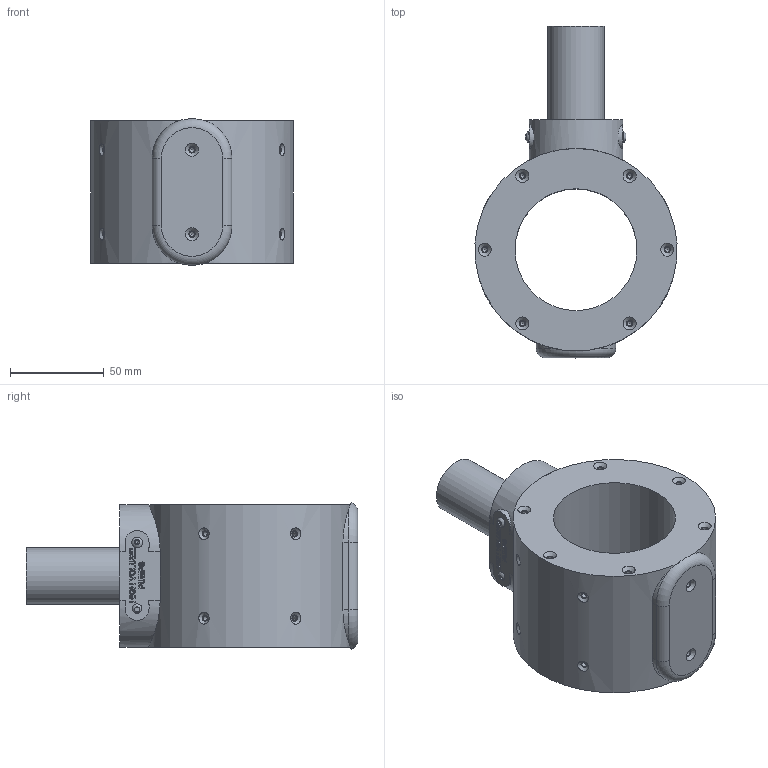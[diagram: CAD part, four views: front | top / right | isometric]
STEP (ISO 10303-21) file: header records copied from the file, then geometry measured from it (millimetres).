
FILE_DESCRIPTION (( 'STEP AP214' ), '1' );
FILE_NAME ('P-065-030-rev-A-SP.STEP', '2025-03-12T07:15:43', ( '' ), ( '' ), 'SwSTEP 2.0', 'SolidWorks 2024', '' );
FILE_SCHEMA (( 'AUTOMOTIVE_DESIGN' ));
Length unit declared in the file: millimetre
Products named in the file (1): P-065-030-rev-A-SP
Bounding box: 107.77 x 177.01 x 78.21 mm (x, y, z)
Volume: 544639.5 mm3; surface area: 66474.2 mm2
Topology: 1 solids, 1 shells, 603 faces, 1552 edges, 1025 vertices
Faces by surface type: plane 375, bspline 123, cylinder 51, cone 47, sphere 4, torus 3
Full cylindrical faces by diameter (mm): 2.5 x22, 5.7 x2, 6.8 x6, 30 x1, 65 x1
Entity records: 21895 total; most frequent: CARTESIAN_POINT 8101, ORIENTED_EDGE 2860, DIRECTION 1984, EDGE_CURVE 1430, VERTEX_POINT 982, EDGE_LOOP 758, LINE 704, VECTOR 704
